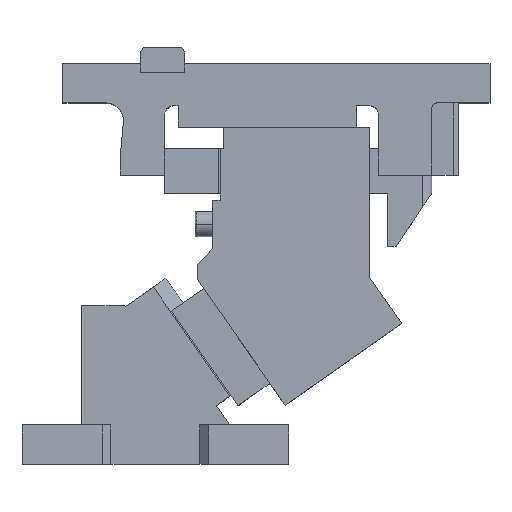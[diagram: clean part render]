
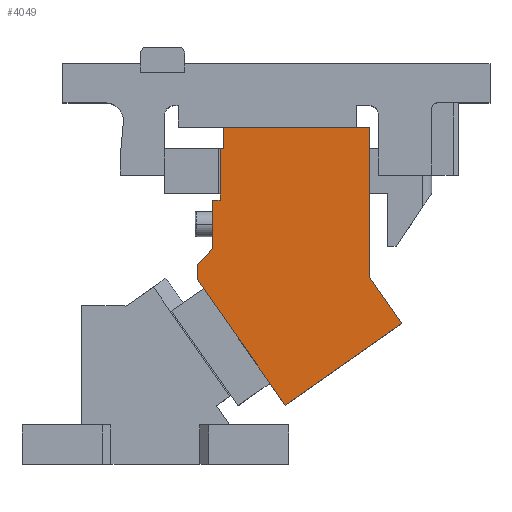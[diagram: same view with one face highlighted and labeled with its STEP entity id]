
A CAD part, top view. The second image highlights one B-rep face of the part: STEP entity #4049.
In plain terms, the highlighted planar face has unit normal (0, 0, 1).
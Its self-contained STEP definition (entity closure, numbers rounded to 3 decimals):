
#2816=CARTESIAN_POINT('Vertex',(-39.22,-59.138,70.)) ;
#2837=CARTESIAN_POINT('Vertex',(26.313,-13.251,70.)) ;
#2840=CARTESIAN_POINT('Line Origine',(-6.454,-36.194,70.)) ;
#2872=CARTESIAN_POINT('Vertex',(8.085,12.78,70.)) ;
#2875=CARTESIAN_POINT('Line Origine',(17.199,-0.236,70.)) ;
#2959=CARTESIAN_POINT('Line Origine',(8.085,54.957,70.)) ;
#2963=CARTESIAN_POINT('Vertex',(8.085,97.134,70.)) ;
#3065=CARTESIAN_POINT('Vertex',(-73.915,85.134,70.)) ;
#3098=CARTESIAN_POINT('Vertex',(-75.915,85.134,70.)) ;
#3101=CARTESIAN_POINT('Line Origine',(-74.915,85.134,70.)) ;
#3312=CARTESIAN_POINT('Vertex',(-75.915,56.134,70.)) ;
#3315=CARTESIAN_POINT('Line Origine',(-75.915,70.634,70.)) ;
#3349=CARTESIAN_POINT('Vertex',(-79.915,56.134,70.)) ;
#3352=CARTESIAN_POINT('Line Origine',(-77.915,56.134,70.)) ;
#3968=CARTESIAN_POINT('Vertex',(-73.915,97.134,70.)) ;
#3971=CARTESIAN_POINT('Line Origine',(-32.915,97.134,70.)) ;
#3988=CARTESIAN_POINT('Line Origine',(-73.915,91.134,70.)) ;
#4004=CARTESIAN_POINT('Axis2P3D Location',(-39.22,-59.138,70.)) ;
#4009=CARTESIAN_POINT('Line Origine',(-79.915,42.634,70.)) ;
#4013=CARTESIAN_POINT('Vertex',(-79.915,29.134,70.)) ;
#4016=CARTESIAN_POINT('Line Origine',(-84.277,24.578,70.)) ;
#4020=CARTESIAN_POINT('Vertex',(-88.64,20.022,70.)) ;
#4023=CARTESIAN_POINT('Line Origine',(-88.64,15.732,70.)) ;
#4027=CARTESIAN_POINT('Vertex',(-88.64,11.442,70.)) ;
#4030=CARTESIAN_POINT('Line Origine',(-63.93,-23.848,70.)) ;
#2841=DIRECTION('Vector Direction',(-0.819,-0.574,0.)) ;
#2876=DIRECTION('Vector Direction',(-0.574,0.819,0.)) ;
#2960=DIRECTION('Vector Direction',(0.,-1.,0.)) ;
#3102=DIRECTION('Vector Direction',(-1.,0.,0.)) ;
#3316=DIRECTION('Vector Direction',(0.,1.,0.)) ;
#3353=DIRECTION('Vector Direction',(-1.,0.,0.)) ;
#3972=DIRECTION('Vector Direction',(-1.,0.,0.)) ;
#3989=DIRECTION('Vector Direction',(0.,-1.,0.)) ;
#4005=DIRECTION('Axis2P3D Direction',(0.,0.,1.)) ;
#4006=DIRECTION('Axis2P3D XDirection',(1.,0.,0.)) ;
#4010=DIRECTION('Vector Direction',(0.,-1.,0.)) ;
#4017=DIRECTION('Vector Direction',(-0.692,-0.722,0.)) ;
#4024=DIRECTION('Vector Direction',(0.,1.,0.)) ;
#4031=DIRECTION('Vector Direction',(-0.574,0.819,0.)) ;
#4007=AXIS2_PLACEMENT_3D('Plane Axis2P3D',#4004,#4005,#4006) ;
#4036=ORIENTED_EDGE('',*,*,#4015,.T.) ;
#4037=ORIENTED_EDGE('',*,*,#4022,.T.) ;
#4038=ORIENTED_EDGE('',*,*,#4029,.F.) ;
#4039=ORIENTED_EDGE('',*,*,#4034,.F.) ;
#4040=ORIENTED_EDGE('',*,*,#2844,.F.) ;
#4041=ORIENTED_EDGE('',*,*,#2879,.T.) ;
#4042=ORIENTED_EDGE('',*,*,#2965,.F.) ;
#4043=ORIENTED_EDGE('',*,*,#3975,.T.) ;
#4044=ORIENTED_EDGE('',*,*,#3992,.T.) ;
#4045=ORIENTED_EDGE('',*,*,#3105,.T.) ;
#4046=ORIENTED_EDGE('',*,*,#3319,.F.) ;
#4047=ORIENTED_EDGE('',*,*,#3356,.T.) ;
#2842=VECTOR('Line Direction',#2841,1.) ;
#2877=VECTOR('Line Direction',#2876,1.) ;
#2961=VECTOR('Line Direction',#2960,1.) ;
#3103=VECTOR('Line Direction',#3102,1.) ;
#3317=VECTOR('Line Direction',#3316,1.) ;
#3354=VECTOR('Line Direction',#3353,1.) ;
#3973=VECTOR('Line Direction',#3972,1.) ;
#3990=VECTOR('Line Direction',#3989,1.) ;
#4011=VECTOR('Line Direction',#4010,1.) ;
#4018=VECTOR('Line Direction',#4017,1.) ;
#4025=VECTOR('Line Direction',#4024,1.) ;
#4032=VECTOR('Line Direction',#4031,1.) ;
#4049=ADVANCED_FACE('CAM SLIDER',(#4048),#4008,.T.) ;
#2844=EDGE_CURVE('',#2838,#2817,#2843,.T.) ;
#2879=EDGE_CURVE('',#2838,#2873,#2878,.T.) ;
#2965=EDGE_CURVE('',#2964,#2873,#2962,.T.) ;
#3105=EDGE_CURVE('',#3066,#3099,#3104,.T.) ;
#3319=EDGE_CURVE('',#3313,#3099,#3318,.T.) ;
#3356=EDGE_CURVE('',#3313,#3350,#3355,.T.) ;
#3975=EDGE_CURVE('',#2964,#3969,#3974,.T.) ;
#3992=EDGE_CURVE('',#3969,#3066,#3991,.T.) ;
#4015=EDGE_CURVE('',#3350,#4014,#4012,.T.) ;
#4022=EDGE_CURVE('',#4014,#4021,#4019,.T.) ;
#4029=EDGE_CURVE('',#4028,#4021,#4026,.T.) ;
#4034=EDGE_CURVE('',#2817,#4028,#4033,.T.) ;
#4035=EDGE_LOOP('',(#4036,#4037,#4038,#4039,#4040,#4041,#4042,#4043,#4044,#4045,#4046,#4047)) ;
#4048=FACE_OUTER_BOUND('',#4035,.T.) ;
#2843=LINE('Line',#2840,#2842) ;
#2878=LINE('Line',#2875,#2877) ;
#2962=LINE('Line',#2959,#2961) ;
#3104=LINE('Line',#3101,#3103) ;
#3318=LINE('Line',#3315,#3317) ;
#3355=LINE('Line',#3352,#3354) ;
#3974=LINE('Line',#3971,#3973) ;
#3991=LINE('Line',#3988,#3990) ;
#4012=LINE('Line',#4009,#4011) ;
#4019=LINE('Line',#4016,#4018) ;
#4026=LINE('Line',#4023,#4025) ;
#4033=LINE('Line',#4030,#4032) ;
#4008=PLANE('Plane',#4007) ;
#2817=VERTEX_POINT('',#2816) ;
#2838=VERTEX_POINT('',#2837) ;
#2873=VERTEX_POINT('',#2872) ;
#2964=VERTEX_POINT('',#2963) ;
#3066=VERTEX_POINT('',#3065) ;
#3099=VERTEX_POINT('',#3098) ;
#3313=VERTEX_POINT('',#3312) ;
#3350=VERTEX_POINT('',#3349) ;
#3969=VERTEX_POINT('',#3968) ;
#4014=VERTEX_POINT('',#4013) ;
#4021=VERTEX_POINT('',#4020) ;
#4028=VERTEX_POINT('',#4027) ;
